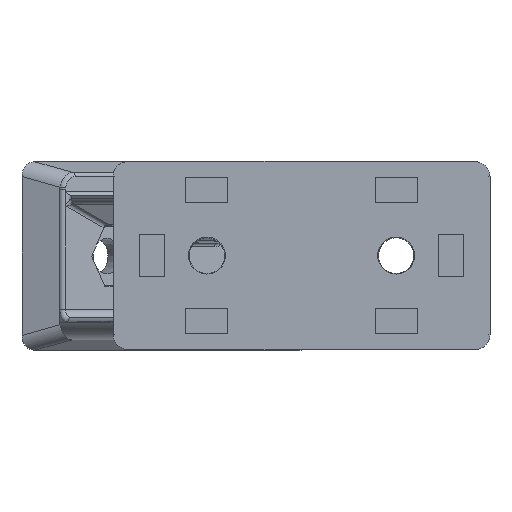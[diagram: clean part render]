
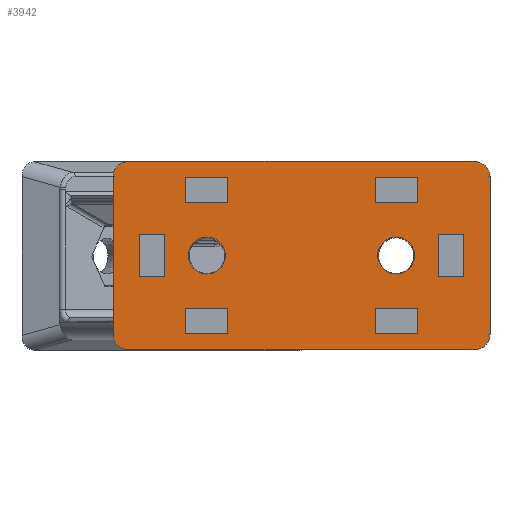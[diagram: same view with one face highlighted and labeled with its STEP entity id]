
A CAD part, top view. The second image highlights one B-rep face of the part: STEP entity #3942.
In plain terms, the highlighted planar face has unit normal (0, 0, 1).
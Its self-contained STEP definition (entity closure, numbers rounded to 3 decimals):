
#98=ELLIPSE('',#4320,4.88,4.);
#99=ELLIPSE('',#4321,4.88,4.);
#100=ELLIPSE('',#4322,4.88,4.);
#101=ELLIPSE('',#4323,4.88,4.);
#270=FACE_BOUND('',#757,.T.);
#271=FACE_BOUND('',#758,.T.);
#272=FACE_BOUND('',#759,.T.);
#273=FACE_BOUND('',#760,.T.);
#274=FACE_BOUND('',#761,.T.);
#275=FACE_BOUND('',#762,.T.);
#276=FACE_BOUND('',#763,.T.);
#277=FACE_BOUND('',#764,.T.);
#466=FACE_OUTER_BOUND('',#756,.T.);
#756=EDGE_LOOP('',(#3088,#3089,#3090,#3091,#3092,#3093,#3094,#3095));
#757=EDGE_LOOP('',(#3096,#3097,#3098,#3099));
#758=EDGE_LOOP('',(#3100,#3101,#3102,#3103));
#759=EDGE_LOOP('',(#3104,#3105,#3106,#3107));
#760=EDGE_LOOP('',(#3108,#3109,#3110,#3111));
#761=EDGE_LOOP('',(#3112,#3113,#3114,#3115));
#762=EDGE_LOOP('',(#3116,#3117,#3118,#3119));
#763=EDGE_LOOP('',(#3120));
#764=EDGE_LOOP('',(#3121));
#977=LINE('',#6160,#1259);
#981=LINE('',#6168,#1263);
#984=LINE('',#6174,#1266);
#987=LINE('',#6179,#1269);
#989=LINE('',#6185,#1271);
#993=LINE('',#6193,#1275);
#996=LINE('',#6199,#1278);
#999=LINE('',#6204,#1281);
#1001=LINE('',#6210,#1283);
#1005=LINE('',#6218,#1287);
#1008=LINE('',#6224,#1290);
#1011=LINE('',#6229,#1293);
#1013=LINE('',#6235,#1295);
#1017=LINE('',#6243,#1299);
#1020=LINE('',#6249,#1302);
#1023=LINE('',#6254,#1305);
#1025=LINE('',#6260,#1307);
#1029=LINE('',#6268,#1311);
#1032=LINE('',#6274,#1314);
#1035=LINE('',#6279,#1317);
#1037=LINE('',#6285,#1319);
#1041=LINE('',#6293,#1323);
#1044=LINE('',#6299,#1326);
#1047=LINE('',#6304,#1329);
#1087=LINE('',#6621,#1369);
#1088=LINE('',#6625,#1370);
#1089=LINE('',#6629,#1371);
#1090=LINE('',#6633,#1372);
#1259=VECTOR('',#4922,10.);
#1263=VECTOR('',#4928,6.);
#1266=VECTOR('',#4933,10.);
#1269=VECTOR('',#4938,6.);
#1271=VECTOR('',#4944,10.);
#1275=VECTOR('',#4950,6.);
#1278=VECTOR('',#4955,10.);
#1281=VECTOR('',#4960,6.);
#1283=VECTOR('',#4966,10.);
#1287=VECTOR('',#4972,6.);
#1290=VECTOR('',#4977,10.);
#1293=VECTOR('',#4982,6.);
#1295=VECTOR('',#4988,10.);
#1299=VECTOR('',#4994,6.);
#1302=VECTOR('',#4999,10.);
#1305=VECTOR('',#5004,6.);
#1307=VECTOR('',#5010,10.);
#1311=VECTOR('',#5016,6.);
#1314=VECTOR('',#5021,10.);
#1317=VECTOR('',#5026,6.);
#1319=VECTOR('',#5032,10.);
#1323=VECTOR('',#5038,6.);
#1326=VECTOR('',#5043,10.);
#1329=VECTOR('',#5048,6.);
#1369=VECTOR('',#5196,81.657);
#1370=VECTOR('',#5199,37.743);
#1371=VECTOR('',#5202,81.657);
#1372=VECTOR('',#5205,37.743);
#1592=CIRCLE('',#4305,4.4);
#1598=CIRCLE('',#4317,4.4);
#1790=VERTEX_POINT('',#6158);
#1791=VERTEX_POINT('',#6159);
#1794=VERTEX_POINT('',#6167);
#1796=VERTEX_POINT('',#6173);
#1798=VERTEX_POINT('',#6183);
#1799=VERTEX_POINT('',#6184);
#1802=VERTEX_POINT('',#6192);
#1804=VERTEX_POINT('',#6198);
#1806=VERTEX_POINT('',#6208);
#1807=VERTEX_POINT('',#6209);
#1810=VERTEX_POINT('',#6217);
#1812=VERTEX_POINT('',#6223);
#1814=VERTEX_POINT('',#6233);
#1815=VERTEX_POINT('',#6234);
#1818=VERTEX_POINT('',#6242);
#1820=VERTEX_POINT('',#6248);
#1822=VERTEX_POINT('',#6258);
#1823=VERTEX_POINT('',#6259);
#1826=VERTEX_POINT('',#6267);
#1828=VERTEX_POINT('',#6273);
#1830=VERTEX_POINT('',#6283);
#1831=VERTEX_POINT('',#6284);
#1834=VERTEX_POINT('',#6292);
#1836=VERTEX_POINT('',#6298);
#1906=VERTEX_POINT('',#6556);
#1916=VERTEX_POINT('',#6614);
#1918=VERTEX_POINT('',#6619);
#1919=VERTEX_POINT('',#6620);
#1920=VERTEX_POINT('',#6622);
#1921=VERTEX_POINT('',#6624);
#1922=VERTEX_POINT('',#6626);
#1923=VERTEX_POINT('',#6628);
#1924=VERTEX_POINT('',#6630);
#1925=VERTEX_POINT('',#6632);
#2186=EDGE_CURVE('',#1790,#1791,#977,.T.);
#2190=EDGE_CURVE('',#1794,#1790,#981,.T.);
#2193=EDGE_CURVE('',#1796,#1794,#984,.T.);
#2196=EDGE_CURVE('',#1791,#1796,#987,.T.);
#2198=EDGE_CURVE('',#1798,#1799,#989,.T.);
#2202=EDGE_CURVE('',#1802,#1798,#993,.T.);
#2205=EDGE_CURVE('',#1804,#1802,#996,.T.);
#2208=EDGE_CURVE('',#1799,#1804,#999,.T.);
#2210=EDGE_CURVE('',#1806,#1807,#1001,.T.);
#2214=EDGE_CURVE('',#1810,#1806,#1005,.T.);
#2217=EDGE_CURVE('',#1812,#1810,#1008,.T.);
#2220=EDGE_CURVE('',#1807,#1812,#1011,.T.);
#2222=EDGE_CURVE('',#1814,#1815,#1013,.T.);
#2226=EDGE_CURVE('',#1818,#1814,#1017,.T.);
#2229=EDGE_CURVE('',#1820,#1818,#1020,.T.);
#2232=EDGE_CURVE('',#1815,#1820,#1023,.T.);
#2234=EDGE_CURVE('',#1822,#1823,#1025,.T.);
#2238=EDGE_CURVE('',#1826,#1822,#1029,.T.);
#2241=EDGE_CURVE('',#1828,#1826,#1032,.T.);
#2244=EDGE_CURVE('',#1823,#1828,#1035,.T.);
#2246=EDGE_CURVE('',#1830,#1831,#1037,.T.);
#2250=EDGE_CURVE('',#1834,#1830,#1041,.T.);
#2253=EDGE_CURVE('',#1836,#1834,#1044,.T.);
#2256=EDGE_CURVE('',#1831,#1836,#1047,.T.);
#2334=EDGE_CURVE('',#1906,#1906,#1592,.T.);
#2348=EDGE_CURVE('',#1916,#1916,#1598,.T.);
#2350=EDGE_CURVE('',#1918,#1919,#1087,.T.);
#2351=EDGE_CURVE('',#1918,#1920,#98,.T.);
#2352=EDGE_CURVE('',#1921,#1920,#1088,.T.);
#2353=EDGE_CURVE('',#1921,#1922,#99,.T.);
#2354=EDGE_CURVE('',#1923,#1922,#1089,.T.);
#2355=EDGE_CURVE('',#1923,#1924,#100,.T.);
#2356=EDGE_CURVE('',#1925,#1924,#1090,.T.);
#2357=EDGE_CURVE('',#1925,#1919,#101,.T.);
#3088=ORIENTED_EDGE('',*,*,#2350,.F.);
#3089=ORIENTED_EDGE('',*,*,#2351,.T.);
#3090=ORIENTED_EDGE('',*,*,#2352,.F.);
#3091=ORIENTED_EDGE('',*,*,#2353,.T.);
#3092=ORIENTED_EDGE('',*,*,#2354,.F.);
#3093=ORIENTED_EDGE('',*,*,#2355,.T.);
#3094=ORIENTED_EDGE('',*,*,#2356,.F.);
#3095=ORIENTED_EDGE('',*,*,#2357,.T.);
#3096=ORIENTED_EDGE('',*,*,#2186,.T.);
#3097=ORIENTED_EDGE('',*,*,#2196,.T.);
#3098=ORIENTED_EDGE('',*,*,#2193,.T.);
#3099=ORIENTED_EDGE('',*,*,#2190,.T.);
#3100=ORIENTED_EDGE('',*,*,#2198,.T.);
#3101=ORIENTED_EDGE('',*,*,#2208,.T.);
#3102=ORIENTED_EDGE('',*,*,#2205,.T.);
#3103=ORIENTED_EDGE('',*,*,#2202,.T.);
#3104=ORIENTED_EDGE('',*,*,#2210,.T.);
#3105=ORIENTED_EDGE('',*,*,#2220,.T.);
#3106=ORIENTED_EDGE('',*,*,#2217,.T.);
#3107=ORIENTED_EDGE('',*,*,#2214,.T.);
#3108=ORIENTED_EDGE('',*,*,#2222,.T.);
#3109=ORIENTED_EDGE('',*,*,#2232,.T.);
#3110=ORIENTED_EDGE('',*,*,#2229,.T.);
#3111=ORIENTED_EDGE('',*,*,#2226,.T.);
#3112=ORIENTED_EDGE('',*,*,#2234,.T.);
#3113=ORIENTED_EDGE('',*,*,#2244,.T.);
#3114=ORIENTED_EDGE('',*,*,#2241,.T.);
#3115=ORIENTED_EDGE('',*,*,#2238,.T.);
#3116=ORIENTED_EDGE('',*,*,#2246,.T.);
#3117=ORIENTED_EDGE('',*,*,#2256,.T.);
#3118=ORIENTED_EDGE('',*,*,#2253,.T.);
#3119=ORIENTED_EDGE('',*,*,#2250,.T.);
#3120=ORIENTED_EDGE('',*,*,#2348,.T.);
#3121=ORIENTED_EDGE('',*,*,#2334,.T.);
#3766=PLANE('',#4319);
#3942=ADVANCED_FACE('',(#466,#270,#271,#272,#273,#274,#275,#276,#277),#3766,
 .T.);
#4305=AXIS2_PLACEMENT_3D('',#6557,#5163,#5164);
#4317=AXIS2_PLACEMENT_3D('',#6615,#5190,#5191);
#4319=AXIS2_PLACEMENT_3D('',#6618,#5194,#5195);
#4320=AXIS2_PLACEMENT_3D('',#6623,#5197,#5198);
#4321=AXIS2_PLACEMENT_3D('',#6627,#5200,#5201);
#4322=AXIS2_PLACEMENT_3D('',#6631,#5203,#5204);
#4323=AXIS2_PLACEMENT_3D('',#6634,#5206,#5207);
#4922=DIRECTION('',(1.,0.,0.));
#4928=DIRECTION('',(0.,1.,0.));
#4933=DIRECTION('',(-1.,0.,0.));
#4938=DIRECTION('',(0.,-1.,0.));
#4944=DIRECTION('',(-1.,0.,0.));
#4950=DIRECTION('',(0.,-1.,0.));
#4955=DIRECTION('',(1.,0.,0.));
#4960=DIRECTION('',(0.,1.,0.));
#4966=DIRECTION('',(-1.,0.,0.));
#4972=DIRECTION('',(0.,-1.,0.));
#4977=DIRECTION('',(1.,0.,0.));
#4982=DIRECTION('',(0.,1.,0.));
#4988=DIRECTION('',(1.,0.,0.));
#4994=DIRECTION('',(0.,1.,0.));
#4999=DIRECTION('',(-1.,0.,0.));
#5004=DIRECTION('',(0.,-1.,0.));
#5010=DIRECTION('',(0.,-1.,0.));
#5016=DIRECTION('',(1.,0.,0.));
#5021=DIRECTION('',(0.,1.,0.));
#5026=DIRECTION('',(-1.,0.,0.));
#5032=DIRECTION('',(0.,-1.,0.));
#5038=DIRECTION('',(1.,0.,0.));
#5043=DIRECTION('',(0.,1.,0.));
#5048=DIRECTION('',(-1.,0.,0.));
#5163=DIRECTION('center_axis',(0.,0.,-1.));
#5164=DIRECTION('ref_axis',(1.,0.,0.));
#5190=DIRECTION('center_axis',(0.,0.,-1.));
#5191=DIRECTION('ref_axis',(-1.,0.,0.));
#5194=DIRECTION('center_axis',(0.,0.,1.));
#5195=DIRECTION('ref_axis',(1.,0.,0.));
#5196=DIRECTION('',(1.,0.,0.));
#5197=DIRECTION('center_axis',(0.,0.,1.));
#5198=DIRECTION('ref_axis',(0.894,-0.447,0.));
#5199=DIRECTION('',(0.,1.,0.));
#5200=DIRECTION('center_axis',(0.,0.,1.));
#5201=DIRECTION('ref_axis',(0.894,0.447,0.));
#5202=DIRECTION('',(-1.,0.,0.));
#5203=DIRECTION('center_axis',(0.,0.,1.));
#5204=DIRECTION('ref_axis',(0.894,-0.447,0.));
#5205=DIRECTION('',(0.,-1.,0.));
#5206=DIRECTION('center_axis',(0.,0.,
1.));
#5207=DIRECTION('ref_axis',(0.894,0.447,0.));
#6158=CARTESIAN_POINT('',(17.5,-12.5,9.));
#6159=CARTESIAN_POINT('',(27.5,-12.5,9.));
#6160=CARTESIAN_POINT('',(-14.,-12.5,9.));
#6167=CARTESIAN_POINT('',(17.5,-18.5,9.));
#6168=CARTESIAN_POINT('',(17.5,-20.75,9.));
#6173=CARTESIAN_POINT('',(27.5,-18.5,9.));
#6174=CARTESIAN_POINT('',(-9.,-18.5,9.));
#6179=CARTESIAN_POINT('',(27.5,-17.75,9.));
#6183=CARTESIAN_POINT('',(-17.5,-18.5,9.));
#6184=CARTESIAN_POINT('',(-27.5,-18.5,9.));
#6185=CARTESIAN_POINT('',(-31.5,-18.5,9.));
#6192=CARTESIAN_POINT('',(-17.5,-12.5,9.));
#6193=CARTESIAN_POINT('',(-17.5,-17.75,9.));
#6198=CARTESIAN_POINT('',(-27.5,-12.5,9.));
#6199=CARTESIAN_POINT('',(-36.5,-12.5,9.));
#6204=CARTESIAN_POINT('',(-27.5,-20.75,9.));
#6208=CARTESIAN_POINT('',(-17.5,12.5,9.));
#6209=CARTESIAN_POINT('',(-27.5,12.5,9.));
#6210=CARTESIAN_POINT('',(-31.5,12.5,9.));
#6217=CARTESIAN_POINT('',(-17.5,18.5,9.));
#6218=CARTESIAN_POINT('',(-17.5,-2.25,9.));
#6223=CARTESIAN_POINT('',(-27.5,18.5,9.));
#6224=CARTESIAN_POINT('',(-36.5,18.5,9.));
#6229=CARTESIAN_POINT('',(-27.5,-5.25,9.));
#6233=CARTESIAN_POINT('',(17.5,18.5,9.));
#6234=CARTESIAN_POINT('',(27.5,18.5,9.));
#6235=CARTESIAN_POINT('',(-14.,18.5,9.));
#6242=CARTESIAN_POINT('',(17.5,12.5,9.));
#6243=CARTESIAN_POINT('',(17.5,-5.25,9.));
#6248=CARTESIAN_POINT('',(27.5,12.5,9.));
#6249=CARTESIAN_POINT('',(-9.,12.5,9.));
#6254=CARTESIAN_POINT('',(27.5,-2.25,9.));
#6258=CARTESIAN_POINT('',(-32.5,5.,9.));
#6259=CARTESIAN_POINT('',(-32.5,-5.,9.));
#6260=CARTESIAN_POINT('',(-32.5,-9.,9.));
#6267=CARTESIAN_POINT('',(-38.5,5.,9.));
#6268=CARTESIAN_POINT('',(-42.,5.,9.));
#6273=CARTESIAN_POINT('',(-38.5,-5.,9.));
#6274=CARTESIAN_POINT('',(-38.5,-14.,9.));
#6279=CARTESIAN_POINT('',(-39.,-5.,9.));
#6283=CARTESIAN_POINT('',(38.5,5.,9.));
#6284=CARTESIAN_POINT('',(38.5,-5.,9.));
#6285=CARTESIAN_POINT('',(38.5,-9.,9.));
#6292=CARTESIAN_POINT('',(32.5,5.,9.));
#6293=CARTESIAN_POINT('',(-6.5,5.,9.));
#6298=CARTESIAN_POINT('',(32.5,-5.,9.));
#6299=CARTESIAN_POINT('',(32.5,-14.,9.));
#6304=CARTESIAN_POINT('',(-3.5,-5.,9.));
#6556=CARTESIAN_POINT('',(26.9,0.,9.));
#6557=CARTESIAN_POINT('Origin',(22.5,0.,9.));
#6614=CARTESIAN_POINT('',(-26.9,0.,9.));
#6615=CARTESIAN_POINT('Origin',(-22.5,0.,9.));
#6618=CARTESIAN_POINT('Origin',(-45.5,-23.,9.));
#6619=CARTESIAN_POINT('',(-40.829,22.4,9.));
#6620=CARTESIAN_POINT('',(40.829,22.4,9.));
#6621=CARTESIAN_POINT('',(-45.5,22.4,9.));
#6622=CARTESIAN_POINT('',(-44.8,18.872,9.));
#6623=CARTESIAN_POINT('Origin',(-40.083,18.209,9.));
#6624=CARTESIAN_POINT('',(-44.8,-18.872,9.));
#6625=CARTESIAN_POINT('',(-44.8,-23.,9.));
#6626=CARTESIAN_POINT('',(-40.829,-22.4,9.));
#6627=CARTESIAN_POINT('Origin',(-40.083,-18.209,9.));
#6628=CARTESIAN_POINT('',(40.829,-22.4,9.));
#6629=CARTESIAN_POINT('',(-45.5,-22.4,9.));
#6630=CARTESIAN_POINT('',(44.8,-18.872,9.));
#6631=CARTESIAN_POINT('Origin',(40.083,-18.209,9.));
#6632=CARTESIAN_POINT('',(44.8,18.872,9.));
#6633=CARTESIAN_POINT('',(44.8,-23.,9.));
#6634=CARTESIAN_POINT('Origin',(40.083,18.209,9.));
